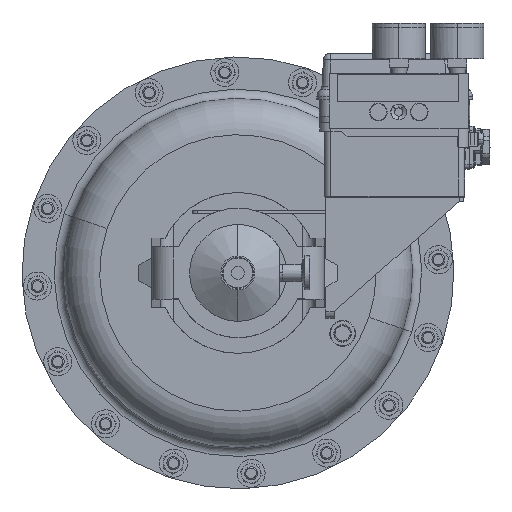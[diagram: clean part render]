
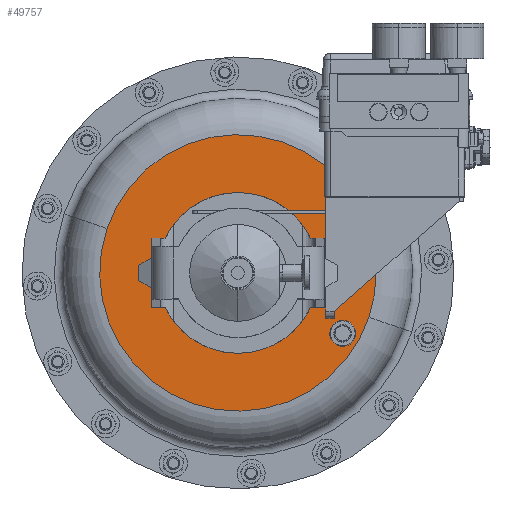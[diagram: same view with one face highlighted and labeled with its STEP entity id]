
A CAD part, front view. The second image highlights one B-rep face of the part: STEP entity #49757.
In plain terms, the highlighted planar face has unit normal (0, -1, 0).
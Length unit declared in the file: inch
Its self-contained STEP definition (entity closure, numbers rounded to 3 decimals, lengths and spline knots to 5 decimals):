
#1021 = ORIENTED_EDGE ( 'NONE', *, *, #35977, .F. ) ;
#2401 = EDGE_LOOP ( 'NONE', ( #46130, #1021 ) ) ;
#3500 = EDGE_LOOP ( 'NONE', ( #13068, #22323 ) ) ;
#5881 = CARTESIAN_POINT ( 'NONE',  ( -3.78772, 8.578, 1.28576 ) ) ;
#6131 = CIRCLE ( 'NONE', #48940, 4. ) ;
#6206 = EDGE_CURVE ( 'NONE', #10506, #13904, #31202, .T. ) ;
#6859 = VERTEX_POINT ( 'NONE', #13174 ) ;
#8901 = DIRECTION ( 'NONE',  ( 0., 0., -1. ) ) ;
#9293 = FACE_OUTER_BOUND ( 'NONE', #2401, .T. ) ;
#10505 = EDGE_CURVE ( 'NONE', #48513, #6859, #35672, .T. ) ;
#10506 = VERTEX_POINT ( 'NONE', #20244 ) ;
#13068 = ORIENTED_EDGE ( 'NONE', *, *, #42596, .F. ) ;
#13174 = CARTESIAN_POINT ( 'NONE',  ( 3.1244, 8.578, -2.11321 ) ) ;
#13904 = VERTEX_POINT ( 'NONE', #14444 ) ;
#13948 = AXIS2_PLACEMENT_3D ( 'NONE', #39469, #22529, #51388 ) ;
#14375 = DIRECTION ( 'NONE',  ( 0., 0., -1. ) ) ;
#14444 = CARTESIAN_POINT ( 'NONE',  ( 0., 8.578, -2.325 ) ) ;
#15600 = DIRECTION ( 'NONE',  ( 0.947, 0., -0.321 ) ) ;
#16641 = CARTESIAN_POINT ( 'NONE',  ( 0., 8.578, 0. ) ) ;
#17440 = DIRECTION ( 'NONE',  ( 0., -1., 0. ) ) ;
#17816 = DIRECTION ( 'NONE',  ( -0.947, 0., 0.321 ) ) ;
#18061 = DIRECTION ( 'NONE',  ( 0., -1., 0. ) ) ;
#19949 = EDGE_CURVE ( 'NONE', #33406, #40866, #6131, .T. ) ;
#20244 = CARTESIAN_POINT ( 'NONE',  ( 0., 8.578, 2.325 ) ) ;
#22323 = ORIENTED_EDGE ( 'NONE', *, *, #6206, .F. ) ;
#22529 = DIRECTION ( 'NONE',  ( 0., 1., 0. ) ) ;
#23625 = CIRCLE ( 'NONE', #40377, 2.325 ) ;
#23676 = EDGE_CURVE ( 'NONE', #6859, #48513, #40655, .T. ) ;
#25045 = DIRECTION ( 'NONE',  ( 0., 1., 0. ) ) ;
#25101 = CIRCLE ( 'NONE', #33221, 4. ) ;
#26764 = FACE_BOUND ( 'NONE', #43142, .T. ) ;
#28879 = DIRECTION ( 'NONE',  ( 0.947, 0., -0.321 ) ) ;
#29208 = CARTESIAN_POINT ( 'NONE',  ( 0., 8.578, 0. ) ) ;
#30299 = DIRECTION ( 'NONE',  ( 0., -1., 0. ) ) ;
#30989 = CARTESIAN_POINT ( 'NONE',  ( 3.03109, 8.578, -1.75 ) ) ;
#31105 = FACE_BOUND ( 'NONE', #3500, .T. ) ;
#31202 = CIRCLE ( 'NONE', #44449, 2.325 ) ;
#33221 = AXIS2_PLACEMENT_3D ( 'NONE', #29208, #25045, #28879 ) ;
#33342 = ORIENTED_EDGE ( 'NONE', *, *, #23676, .T. ) ;
#33406 = VERTEX_POINT ( 'NONE', #34050 ) ;
#33603 = DIRECTION ( 'NONE',  ( 0., 1., 0. ) ) ;
#34050 = CARTESIAN_POINT ( 'NONE',  ( 3.78772, 8.578, -1.28576 ) ) ;
#35141 = ORIENTED_EDGE ( 'NONE', *, *, #10505, .T. ) ;
#35672 = CIRCLE ( 'NONE', #13948, 0.375 ) ;
#35977 = EDGE_CURVE ( 'NONE', #40866, #33406, #25101, .T. ) ;
#37566 = DIRECTION ( 'NONE',  ( 0.249, 0., -0.969 ) ) ;
#39404 = CARTESIAN_POINT ( 'NONE',  ( 0., 8.578, 0. ) ) ;
#39469 = CARTESIAN_POINT ( 'NONE',  ( 3.03109, 8.578, -1.75 ) ) ;
#40377 = AXIS2_PLACEMENT_3D ( 'NONE', #16641, #30299, #8901 ) ;
#40655 = CIRCLE ( 'NONE', #48393, 0.375 ) ;
#40866 = VERTEX_POINT ( 'NONE', #5881 ) ;
#41062 = PLANE ( 'NONE',  #46793 ) ;
#42516 = CARTESIAN_POINT ( 'NONE',  ( 2.93778, 8.578, -1.38679 ) ) ;
#42596 = EDGE_CURVE ( 'NONE', #13904, #10506, #23625, .T. ) ;
#43142 = EDGE_LOOP ( 'NONE', ( #33342, #35141 ) ) ;
#43780 = DIRECTION ( 'NONE',  ( 0., 1., 0. ) ) ;
#44449 = AXIS2_PLACEMENT_3D ( 'NONE', #45822, #18061, #14375 ) ;
#45822 = CARTESIAN_POINT ( 'NONE',  ( 0., 8.578, 0. ) ) ;
#46130 = ORIENTED_EDGE ( 'NONE', *, *, #19949, .F. ) ;
#46793 = AXIS2_PLACEMENT_3D ( 'NONE', #49779, #17440, #17816 ) ;
#48393 = AXIS2_PLACEMENT_3D ( 'NONE', #30989, #33603, #37566 ) ;
#48513 = VERTEX_POINT ( 'NONE', #42516 ) ;
#48940 = AXIS2_PLACEMENT_3D ( 'NONE', #39404, #43780, #15600 ) ;
#49757 = ADVANCED_FACE ( 'NONE', ( #31105, #9293, #26764 ), #41062, .T. ) ;
#49779 = CARTESIAN_POINT ( 'NONE',  ( -1.28576, 8.578, -3.78772 ) ) ;
#51388 = DIRECTION ( 'NONE',  ( 0.249, 0., -0.969 ) ) ;
